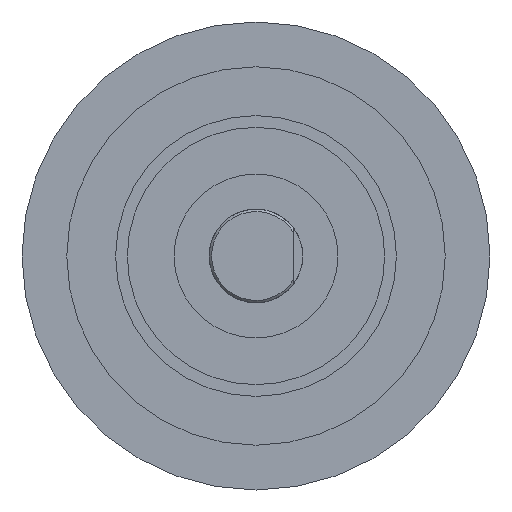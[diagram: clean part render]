
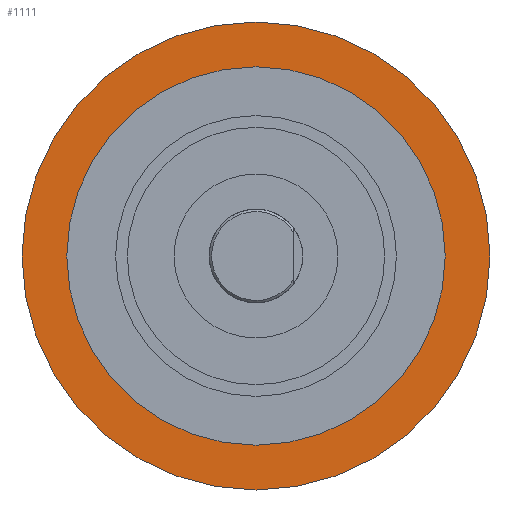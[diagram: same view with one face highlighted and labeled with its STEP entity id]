
A CAD part, left-side view. The second image highlights one B-rep face of the part: STEP entity #1111.
In plain terms, the highlighted planar face has unit normal (-1, 0, 0).
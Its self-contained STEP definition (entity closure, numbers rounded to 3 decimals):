
#237=CARTESIAN_POINT('',(-8.85,5.,-5.));
#238=DIRECTION('',(1.,0.,0.));
#239=DIRECTION('',(0.,-1.,0.));
#240=AXIS2_PLACEMENT_3D('',#237,#238,#239);
#242=CARTESIAN_POINT('',(-8.85,5.,-5.));
#243=DIRECTION('',(-1.,0.,0.));
#244=DIRECTION('',(0.,-1.,0.));
#245=AXIS2_PLACEMENT_3D('',#242,#243,#244);
#247=CARTESIAN_POINT('',(-8.85,5.,-5.));
#248=DIRECTION('',(-1.,0.,0.));
#249=DIRECTION('',(0.,-1.,0.));
#250=AXIS2_PLACEMENT_3D('',#247,#248,#249);
#252=CARTESIAN_POINT('',(-8.85,5.,-5.));
#253=DIRECTION('',(-1.,0.,0.));
#254=DIRECTION('',(0.,1.,0.));
#255=AXIS2_PLACEMENT_3D('',#252,#253,#254);
#698=CARTESIAN_POINT('',(-8.85,0.,
-5.));
#699=VERTEX_POINT('',#698);
#720=CARTESIAN_POINT('',(-8.85,10.,-5.));
#721=VERTEX_POINT('',#720);
#766=CARTESIAN_POINT('',(-8.85,0.957,
-5.));
#767=CARTESIAN_POINT('',(-8.85,9.043,-5.));
#768=VERTEX_POINT('',#766);
#769=VERTEX_POINT('',#767);
#1096=CARTESIAN_POINT('',(-8.85,5.,
-5.));
#1097=DIRECTION('',(1.,0.,0.));
#1098=DIRECTION('',(0.,1.,0.));
#1099=AXIS2_PLACEMENT_3D('',#1096,#1097,#1098);
#1100=PLANE('',#1099);
#1101=ORIENTED_EDGE('',*,*,#1091,.T.);
#1102=ORIENTED_EDGE('',*,*,#1075,.F.);
#1103=EDGE_LOOP('',(#1101,#1102));
#1104=FACE_OUTER_BOUND('',#1103,.F.);
#1106=ORIENTED_EDGE('',*,*,#1105,.T.);
#1108=ORIENTED_EDGE('',*,*,#1107,.T.);
#1109=EDGE_LOOP('',(#1106,#1108));
#1110=FACE_BOUND('',#1109,.F.);
#1111=ADVANCED_FACE('',(#1104,#1110),#1100,.F.);
#241=CIRCLE('',#240,5.);
#246=CIRCLE('',#245,5.);
#251=CIRCLE('',#250,4.043);
#256=CIRCLE('',#255,4.043);
#1075=EDGE_CURVE('',#699,#721,#246,.T.);
#1091=EDGE_CURVE('',#699,#721,#241,.T.);
#1105=EDGE_CURVE('',#768,#769,#251,.T.);
#1107=EDGE_CURVE('',#769,#768,#256,.T.);
